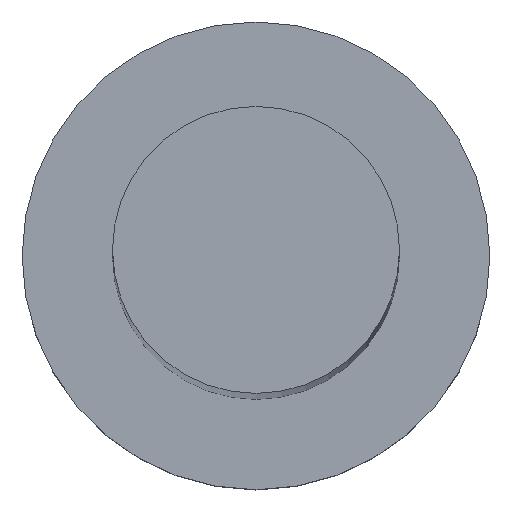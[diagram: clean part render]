
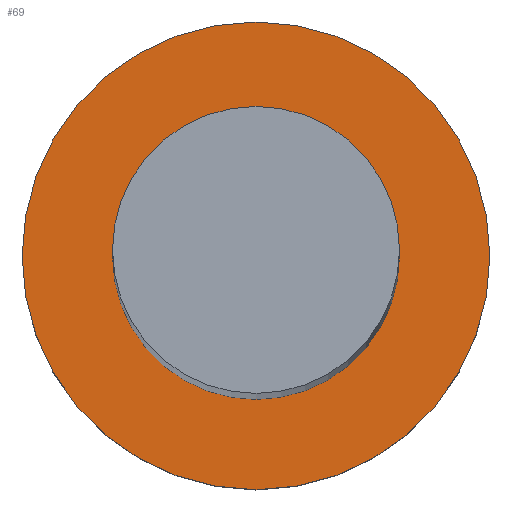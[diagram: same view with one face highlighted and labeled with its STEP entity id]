
A CAD part, top view. The second image highlights one B-rep face of the part: STEP entity #69.
In plain terms, the highlighted planar face has unit normal (0, 0, 1).
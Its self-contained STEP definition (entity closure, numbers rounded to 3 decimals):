
#3 = CARTESIAN_POINT ( 'NONE',  ( 6.75, 0., 7. ) ) ;
#7 = CARTESIAN_POINT ( 'NONE',  ( 0., 0., 7. ) ) ;
#15 = VERTEX_POINT ( 'NONE', #67 ) ;
#27 = EDGE_CURVE ( 'NONE', #104, #29, #114, .T. ) ;
#28 = DIRECTION ( 'NONE',  ( 0., 0., 1. ) ) ;
#29 = VERTEX_POINT ( 'NONE', #189 ) ;
#39 = PLANE ( 'NONE',  #128 ) ;
#46 = DIRECTION ( 'NONE',  ( 0., 0., 1. ) ) ;
#67 = CARTESIAN_POINT ( 'NONE',  ( -6.75, 0., 7. ) ) ;
#69 = ADVANCED_FACE ( 'NONE', ( #124, #191 ), #39, .T. ) ;
#71 = VERTEX_POINT ( 'NONE', #3 ) ;
#83 = DIRECTION ( 'NONE',  ( 0., 0., 1. ) ) ;
#90 = EDGE_CURVE ( 'NONE', #29, #104, #199, .T. ) ;
#97 = CARTESIAN_POINT ( 'NONE',  ( 0., 0., 7. ) ) ;
#103 = ORIENTED_EDGE ( 'NONE', *, *, #27, .T. ) ;
#104 = VERTEX_POINT ( 'NONE', #118 ) ;
#114 = CIRCLE ( 'NONE', #201, 11. ) ;
#118 = CARTESIAN_POINT ( 'NONE',  ( 11., 0., 7. ) ) ;
#123 = DIRECTION ( 'NONE',  ( 1., 0., 0. ) ) ;
#124 = FACE_BOUND ( 'NONE', #218, .T. ) ;
#126 = DIRECTION ( 'NONE',  ( 1., 0., 0. ) ) ;
#128 = AXIS2_PLACEMENT_3D ( 'NONE', #97, #204, #223 ) ;
#132 = ORIENTED_EDGE ( 'NONE', *, *, #167, .F. ) ;
#141 = EDGE_CURVE ( 'NONE', #71, #15, #238, .T. ) ;
#142 = DIRECTION ( 'NONE',  ( 0., 0., 1. ) ) ;
#146 = DIRECTION ( 'NONE',  ( 1., 0., 0. ) ) ;
#151 = AXIS2_PLACEMENT_3D ( 'NONE', #7, #46, #123 ) ;
#160 = CARTESIAN_POINT ( 'NONE',  ( 0., 0., 7. ) ) ;
#161 = CIRCLE ( 'NONE', #255, 6.75 ) ;
#167 = EDGE_CURVE ( 'NONE', #15, #71, #161, .T. ) ;
#171 = AXIS2_PLACEMENT_3D ( 'NONE', #160, #142, #202 ) ;
#178 = ORIENTED_EDGE ( 'NONE', *, *, #90, .T. ) ;
#189 = CARTESIAN_POINT ( 'NONE',  ( -11., 0., 7. ) ) ;
#191 = FACE_OUTER_BOUND ( 'NONE', #198, .T. ) ;
#198 = EDGE_LOOP ( 'NONE', ( #178, #103 ) ) ;
#199 = CIRCLE ( 'NONE', #171, 11. ) ;
#201 = AXIS2_PLACEMENT_3D ( 'NONE', #248, #83, #126 ) ;
#202 = DIRECTION ( 'NONE',  ( 1., 0., 0. ) ) ;
#204 = DIRECTION ( 'NONE',  ( 0., 0., 1. ) ) ;
#209 = CARTESIAN_POINT ( 'NONE',  ( 0., 0., 7. ) ) ;
#218 = EDGE_LOOP ( 'NONE', ( #132, #219 ) ) ;
#219 = ORIENTED_EDGE ( 'NONE', *, *, #141, .F. ) ;
#223 = DIRECTION ( 'NONE',  ( 1., 0., 0. ) ) ;
#238 = CIRCLE ( 'NONE', #151, 6.75 ) ;
#248 = CARTESIAN_POINT ( 'NONE',  ( 0., 0., 7. ) ) ;
#255 = AXIS2_PLACEMENT_3D ( 'NONE', #209, #28, #146 ) ;
